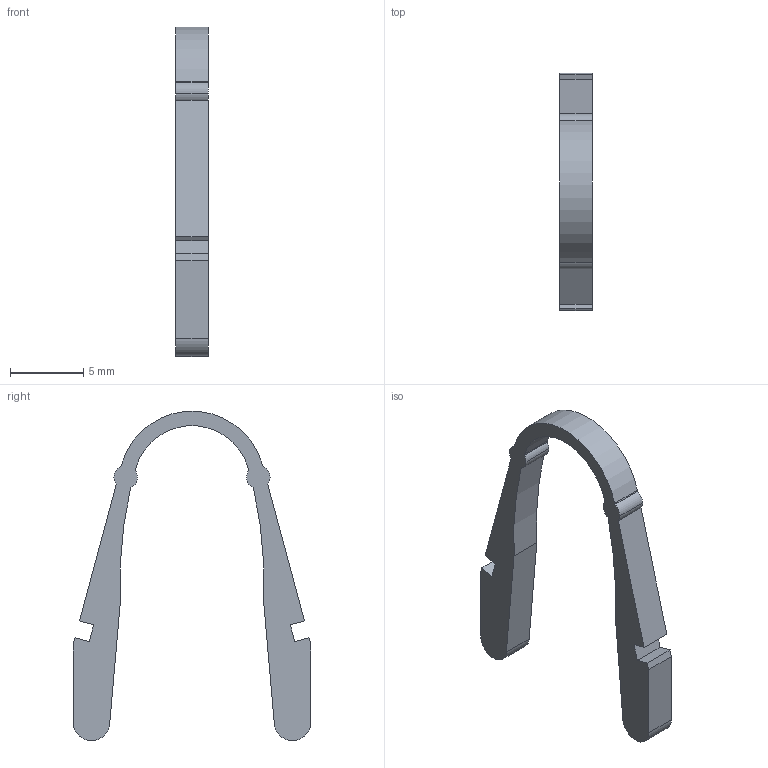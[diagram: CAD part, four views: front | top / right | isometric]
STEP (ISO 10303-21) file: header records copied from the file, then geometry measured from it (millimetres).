
FILE_DESCRIPTION(('CATIA V5R22 STEP214','CAx-IF Rec.Pracs.--- Model Styling and Organization---1.4--- 2014-01-23'),'2;1');
FILE_NAME ('021344-2_2', '2021-12-07T13:33:47+00:00', ('Weidmueller Interface'), ('Weidmueller'), 'CATIA Version 5-6 Release 2016 SP3 HF44', 'CATIA V5 STEP AP214', 'none');
FILE_SCHEMA(('AUTOMOTIVE_DESIGN { 1 0 10303 214 1 1 1 1 }'));
Length unit declared in the file: millimetre
Products named in the file (1): 1781050000
Bounding box: 2.2 x 16.23 x 22.49 mm (x, y, z)
Volume: 192.3 mm3; surface area: 410.1 mm2
Topology: 1 solids, 1 shells, 34 faces, 96 edges, 64 vertices
Faces by surface type: plane 18, cylinder 16
Entity records: 1042 total; most frequent: ORIENTED_EDGE 192, CARTESIAN_POINT 183, DIRECTION 140, EDGE_CURVE 96, VECTOR 64, LINE 64, VERTEX_POINT 64, AXIS2_PLACEMENT_3D 55
